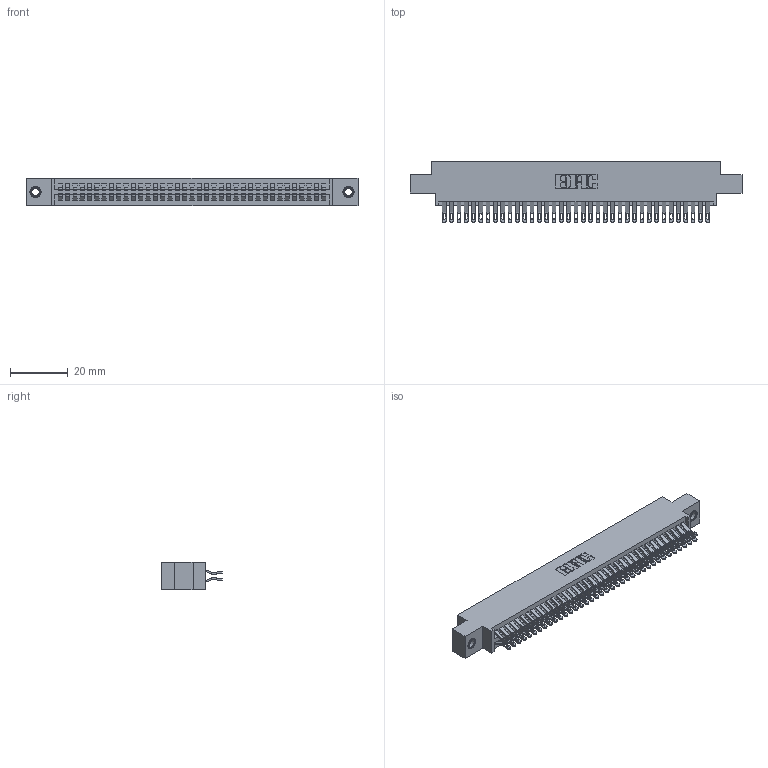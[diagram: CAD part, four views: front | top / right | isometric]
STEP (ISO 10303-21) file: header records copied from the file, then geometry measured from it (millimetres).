
FILE_DESCRIPTION (( 'STEP AP203' ), '1' );
FILE_NAME ('345-074-555-807.STEP', '2019-10-31T07:46:29', ( '' ), ( '' ), 'SwSTEP 2.0', 'SolidWorks 2016', '' );
FILE_SCHEMA (( 'CONFIG_CONTROL_DESIGN' ));
Length unit declared in the file: inch
Products named in the file (4): 345 Part_0.170 Offset - 0.156 Dia-TI; 345-292-001_555 Tail; 345-074-555-807; 345-250-001_345-250-005-103
Assembly tree (77 placements, depth 2):
  345-074-555-807
    345 Part_0.170 Offset - 0.156 Dia-TI
    345-292-001_555 Tail  x74
    345-250-001_345-250-005-103  x2
Bounding box: 115.19 x 21.13 x 9.4 mm (x, y, z)
Volume: 11230.9 mm3; surface area: 17422.2 mm2
Topology: 77 solids, 77 shells, 4334 faces, 13587 edges, 9050 vertices
Faces by surface type: plane 2410, cylinder 1908, cone 12, torus 4
Entity records: 31348 total; most frequent: CARTESIAN_POINT 5277, ORIENTED_EDGE 5174, DIRECTION 4653, EDGE_CURVE 2587, LINE 2267, VECTOR 2267, VERTEX_POINT 1720, AXIS2_PLACEMENT_3D 1193
